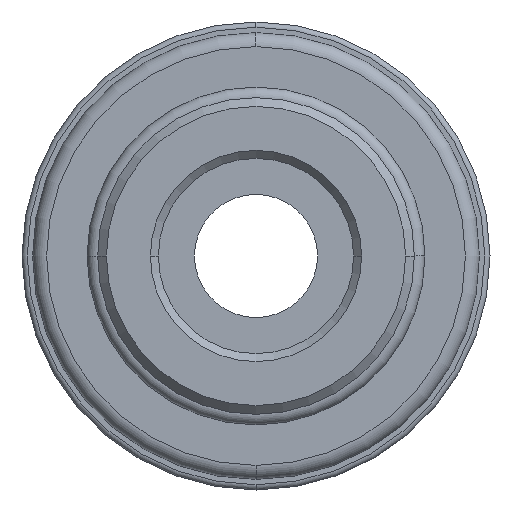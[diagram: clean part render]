
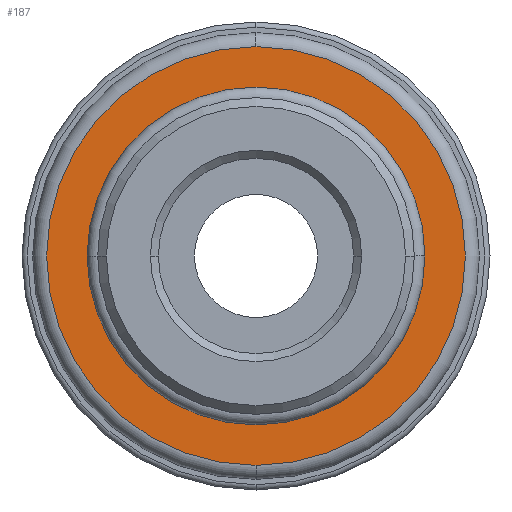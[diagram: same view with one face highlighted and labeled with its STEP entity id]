
A CAD part, front view. The second image highlights one B-rep face of the part: STEP entity #187.
In plain terms, the highlighted planar face has unit normal (0, -1, 0).
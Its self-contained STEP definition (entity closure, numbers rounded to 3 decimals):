
#187=ADVANCED_FACE('',(#424,#425),#426,.T.);
#424=FACE_BOUND('',#705,.T.);
#425=FACE_OUTER_BOUND('',#706,.T.);
#426=PLANE('',#707);
#705=EDGE_LOOP('',(#1180,#1181,#1182));
#706=EDGE_LOOP('',(#1183,#1184,#1185));
#707=AXIS2_PLACEMENT_3D('',#1186,#1187,#1188);
#1180=ORIENTED_EDGE('',*,*,#1774,.T.);
#1181=ORIENTED_EDGE('',*,*,#1710,.T.);
#1182=ORIENTED_EDGE('',*,*,#1775,.T.);
#1183=ORIENTED_EDGE('',*,*,#1776,.F.);
#1184=ORIENTED_EDGE('',*,*,#1777,.F.);
#1185=ORIENTED_EDGE('',*,*,#1759,.F.);
#1186=CARTESIAN_POINT('',(10.45,3.0,0.0));
#1187=DIRECTION('',(-0.0,-1.0,-0.0));
#1188=DIRECTION('',(-1.0,0.0,0.0));
#1710=EDGE_CURVE('',#2068,#2066,#2069,.T.);
#1759=EDGE_CURVE('',#2146,#2139,#2148,.T.);
#1774=EDGE_CURVE('',#2167,#2068,#2168,.T.);
#1775=EDGE_CURVE('',#2066,#2167,#2169,.T.);
#1776=EDGE_CURVE('',#2170,#2146,#2171,.T.);
#1777=EDGE_CURVE('',#2139,#2170,#2172,.T.);
#2066=VERTEX_POINT('',#2589);
#2068=VERTEX_POINT('',#2591);
#2069=CIRCLE('',#2592,9.52);
#2139=VERTEX_POINT('',#2671);
#2146=VERTEX_POINT('',#2678);
#2148=CIRCLE('',#2680,11.9);
#2167=VERTEX_POINT('',#2701);
#2168=CIRCLE('',#2702,9.52);
#2169=CIRCLE('',#2703,9.52);
#2170=VERTEX_POINT('',#2704);
#2171=CIRCLE('',#2705,11.9);
#2172=CIRCLE('',#2706,11.9);
#2589=CARTESIAN_POINT('',(-9.52,3.0,0.));
#2591=CARTESIAN_POINT('',(9.52,3.0,0.));
#2592=AXIS2_PLACEMENT_3D('',#3082,#3083,#3084);
#2671=CARTESIAN_POINT('',(0.,3.0,11.9));
#2678=CARTESIAN_POINT('',(0.,3.0,-11.9));
#2680=AXIS2_PLACEMENT_3D('',#3178,#3179,#3180);
#2701=CARTESIAN_POINT('',(0.,3.0,9.52));
#2702=AXIS2_PLACEMENT_3D('',#3204,#3205,#3206);
#2703=AXIS2_PLACEMENT_3D('',#3207,#3208,#3209);
#2704=CARTESIAN_POINT('',(11.9,3.0,0.0));
#2705=AXIS2_PLACEMENT_3D('',#3210,#3211,#3212);
#2706=AXIS2_PLACEMENT_3D('',#3213,#3214,#3215);
#3082=CARTESIAN_POINT('',(0.0,3.0,0.0));
#3083=DIRECTION('',(0.0,1.0,0.0));
#3084=DIRECTION('',(0.0,0.0,-1.0));
#3178=CARTESIAN_POINT('',(0.0,3.0,0.0));
#3179=DIRECTION('',(-0.0,1.0,0.0));
#3180=DIRECTION('',(1.0,0.0,0.0));
#3204=CARTESIAN_POINT('',(0.0,3.0,0.0));
#3205=DIRECTION('',(0.0,1.0,0.0));
#3206=DIRECTION('',(0.0,0.0,-1.0));
#3207=CARTESIAN_POINT('',(0.0,3.0,0.0));
#3208=DIRECTION('',(0.0,1.0,0.0));
#3209=DIRECTION('',(0.0,0.0,-1.0));
#3210=CARTESIAN_POINT('',(0.0,3.0,0.0));
#3211=DIRECTION('',(-0.0,1.0,0.0));
#3212=DIRECTION('',(1.0,0.0,0.0));
#3213=CARTESIAN_POINT('',(0.0,3.0,0.0));
#3214=DIRECTION('',(-0.0,1.0,0.0));
#3215=DIRECTION('',(1.0,0.0,0.0));
